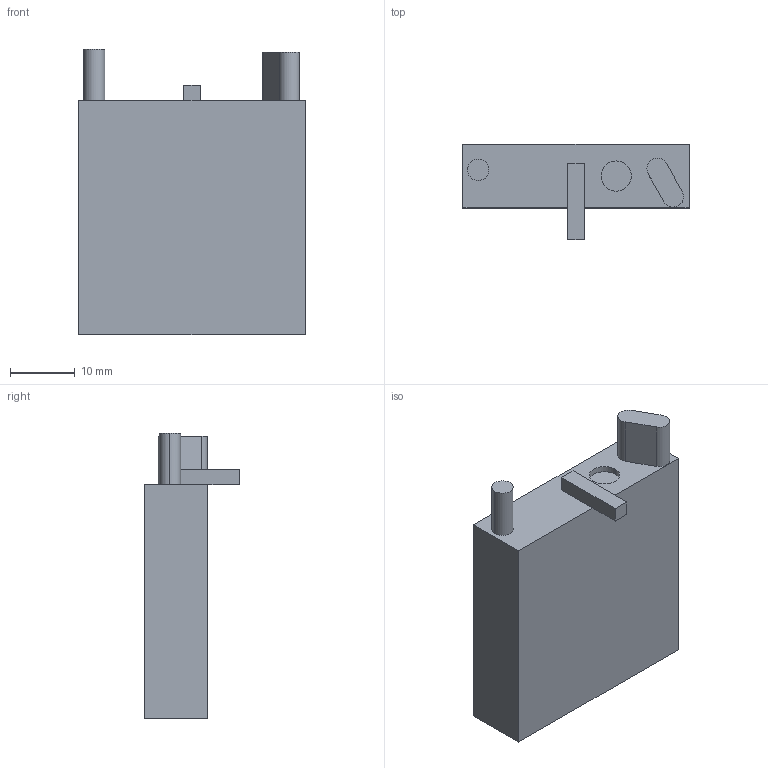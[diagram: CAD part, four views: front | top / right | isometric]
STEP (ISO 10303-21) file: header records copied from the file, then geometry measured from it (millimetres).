
FILE_DESCRIPTION((''),'2;1');
FILE_NAME('C-7-1393163-6','2009-12-08T',('workeradm'),(''),'PRO/ENGINEER BY PARAMETRIC TECHNOLOGY CORPORATION, 2008380','PRO/ENGINEER BY PARAMETRIC TECHNOLOGY CORPORATION, 2008380','');
FILE_SCHEMA(('AUTOMOTIVE_DESIGN { 1 0 10303 214 1 1 1 1 }'));
Length unit declared in the file: millimetre
Products named in the file (1): C-7-1393163-6
Bounding box: 34.85 x 14.75 x 44.05 mm (x, y, z)
Volume: 12655.7 mm3; surface area: 4247.8 mm2
Topology: 1 solids, 1 shells, 23 faces, 52 edges, 34 vertices
Faces by surface type: plane 17, cylinder 6
Entity records: 682 total; most frequent: CARTESIAN_POINT 110, DIRECTION 110, ORIENTED_EDGE 104, EDGE_CURVE 52, VECTOR 40, LINE 40, AXIS2_PLACEMENT_3D 35, VERTEX_POINT 34
